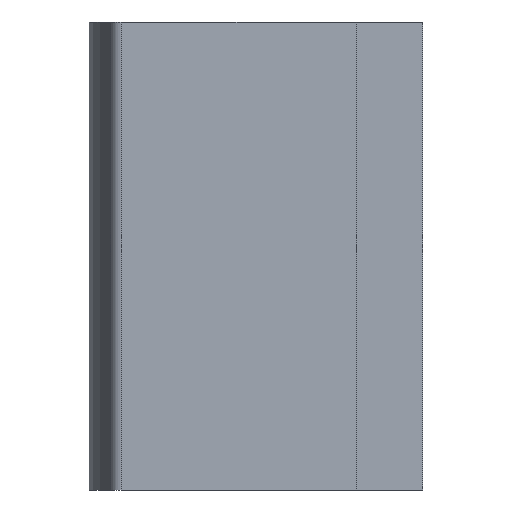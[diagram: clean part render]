
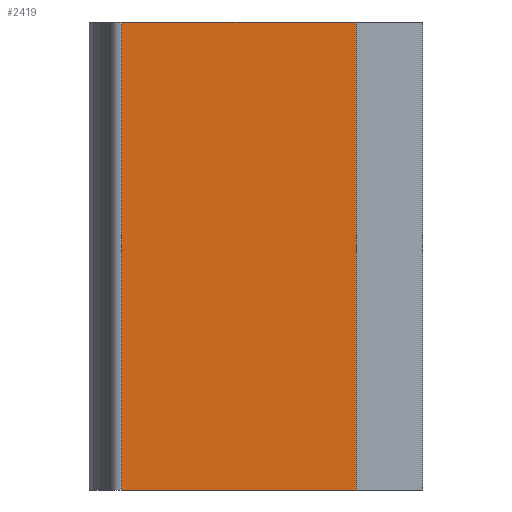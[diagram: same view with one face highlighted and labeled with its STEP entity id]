
A CAD part, left-side view. The second image highlights one B-rep face of the part: STEP entity #2419.
In plain terms, the highlighted planar face has unit normal (-1, 0, 0).
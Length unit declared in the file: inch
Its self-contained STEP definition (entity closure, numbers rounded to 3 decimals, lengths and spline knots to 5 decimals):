
#135 = PLANE ( 'NONE',  #1347 ) ;
#316 = VECTOR ( 'NONE', #2144, 39.37008 ) ;
#558 = DIRECTION ( 'NONE',  ( 0., 1., 0. ) ) ;
#669 = CARTESIAN_POINT ( 'NONE',  ( -0.5625, -0.313, -1.03109 ) ) ;
#693 = CARTESIAN_POINT ( 'NONE',  ( -0.5625, 0.345, 0.65625 ) ) ;
#727 = FACE_OUTER_BOUND ( 'NONE', #1409, .T. ) ;
#927 = VECTOR ( 'NONE', #2299, 39.37008 ) ;
#945 = VERTEX_POINT ( 'NONE', #693 ) ;
#1113 = VERTEX_POINT ( 'NONE', #3145 ) ;
#1198 = EDGE_CURVE ( 'NONE', #1113, #945, #1476, .T. ) ;
#1263 = CARTESIAN_POINT ( 'NONE',  ( -0.5625, -0.313, -0.65625 ) ) ;
#1347 = AXIS2_PLACEMENT_3D ( 'NONE', #3065, #2823, #3743 ) ;
#1409 = EDGE_LOOP ( 'NONE', ( #1510, #1954, #2391, #3133 ) ) ;
#1476 = LINE ( 'NONE', #2898, #3202 ) ;
#1477 = LINE ( 'NONE', #2881, #3184 ) ;
#1510 = ORIENTED_EDGE ( 'NONE', *, *, #1198, .T. ) ;
#1783 = VERTEX_POINT ( 'NONE', #1263 ) ;
#1847 = LINE ( 'NONE', #3013, #316 ) ;
#1954 = ORIENTED_EDGE ( 'NONE', *, *, #3168, .T. ) ;
#2012 = LINE ( 'NONE', #669, #927 ) ;
#2144 = DIRECTION ( 'NONE',  ( 0., 0., -1. ) ) ;
#2299 = DIRECTION ( 'NONE',  ( 0., 0., 1. ) ) ;
#2358 = VERTEX_POINT ( 'NONE', #3392 ) ;
#2391 = ORIENTED_EDGE ( 'NONE', *, *, #3384, .F. ) ;
#2419 = ADVANCED_FACE ( 'NONE', ( #727 ), #135, .F. ) ;
#2823 = DIRECTION ( 'NONE',  ( 1., 0., 0. ) ) ;
#2881 = CARTESIAN_POINT ( 'NONE',  ( -0.5625, 0., -0.65625 ) ) ;
#2898 = CARTESIAN_POINT ( 'NONE',  ( -0.5625, 0., 0.65625 ) ) ;
#3013 = CARTESIAN_POINT ( 'NONE',  ( -0.5625, 0.345, -0.65625 ) ) ;
#3065 = CARTESIAN_POINT ( 'NONE',  ( -0.5625, 0., -0.65625 ) ) ;
#3133 = ORIENTED_EDGE ( 'NONE', *, *, #3451, .T. ) ;
#3145 = CARTESIAN_POINT ( 'NONE',  ( -0.5625, -0.313, 0.65625 ) ) ;
#3168 = EDGE_CURVE ( 'NONE', #945, #2358, #1847, .T. ) ;
#3184 = VECTOR ( 'NONE', #558, 39.37008 ) ;
#3202 = VECTOR ( 'NONE', #3205, 39.37008 ) ;
#3205 = DIRECTION ( 'NONE',  ( 0., 1., 0. ) ) ;
#3384 = EDGE_CURVE ( 'NONE', #1783, #2358, #1477, .T. ) ;
#3392 = CARTESIAN_POINT ( 'NONE',  ( -0.5625, 0.345, -0.65625 ) ) ;
#3451 = EDGE_CURVE ( 'NONE', #1783, #1113, #2012, .T. ) ;
#3743 = DIRECTION ( 'NONE',  ( 0., 1., 0. ) ) ;
